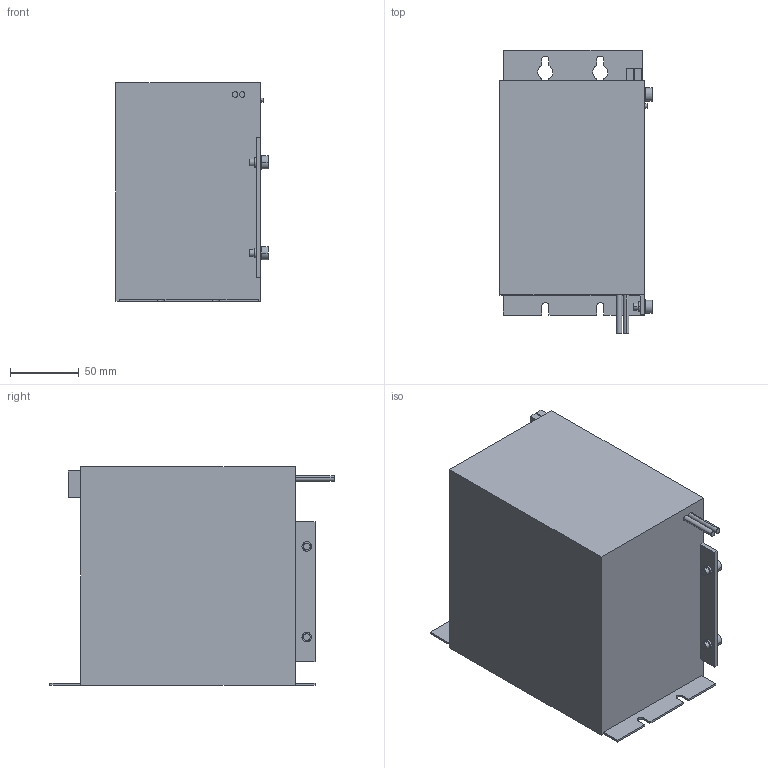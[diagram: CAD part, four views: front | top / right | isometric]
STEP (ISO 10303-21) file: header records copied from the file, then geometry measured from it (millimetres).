
FILE_DESCRIPTION (( 'STEP AP214' ), '1' );
FILE_NAME ('1032349.STEP', '2025-05-06T12:56:42', ( '' ), ( '' ), 'SwSTEP 2.0', 'SolidWorks 2022', '' );
FILE_SCHEMA (( 'AUTOMOTIVE_DESIGN' ));
Length unit declared in the file: millimetre
Products named in the file (1): 1032349
Bounding box: 110.83 x 206.89 x 159 mm (x, y, z)
Volume: 2623253.8 mm3; surface area: 128462.8 mm2
Topology: 1 solids, 1 shells, 97 faces, 240 edges, 160 vertices
Faces by surface type: plane 57, cylinder 38, bspline 2
Entity records: 2938 total; most frequent: CARTESIAN_POINT 524, DIRECTION 504, ORIENTED_EDGE 480, EDGE_CURVE 240, AXIS2_PLACEMENT_3D 172, LINE 160, VECTOR 160, VERTEX_POINT 160
